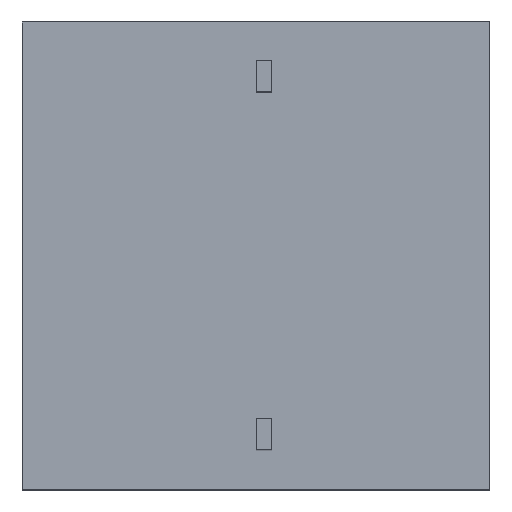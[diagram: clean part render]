
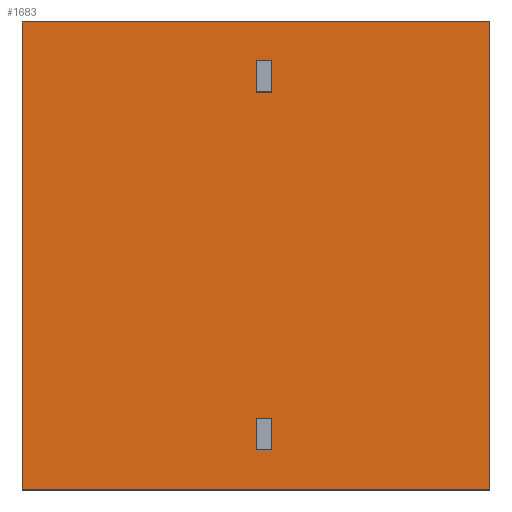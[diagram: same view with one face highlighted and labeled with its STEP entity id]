
A CAD part, top view. The second image highlights one B-rep face of the part: STEP entity #1683.
In plain terms, the highlighted planar face has unit normal (0, 0, 1).
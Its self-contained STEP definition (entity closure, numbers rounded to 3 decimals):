
#1369 = VERTEX_POINT('',#1370);
#1370 = CARTESIAN_POINT('',(0.,0.,3.4));
#1377 = PLANE('',#1378);
#1378 = AXIS2_PLACEMENT_3D('',#1379,#1380,#1381);
#1379 = CARTESIAN_POINT('',(0.,0.,0.));
#1380 = DIRECTION('',(1.,0.,-0.));
#1381 = DIRECTION('',(0.,0.,1.));
#1389 = PLANE('',#1390);
#1390 = AXIS2_PLACEMENT_3D('',#1391,#1392,#1393);
#1391 = CARTESIAN_POINT('',(0.,0.,0.));
#1392 = DIRECTION('',(-0.,1.,0.));
#1393 = DIRECTION('',(0.,0.,1.));
#1430 = VERTEX_POINT('',#1431);
#1431 = CARTESIAN_POINT('',(0.,6.,3.4));
#1445 = PLANE('',#1446);
#1446 = AXIS2_PLACEMENT_3D('',#1447,#1448,#1449);
#1447 = CARTESIAN_POINT('',(0.,6.,0.));
#1448 = DIRECTION('',(-0.,1.,0.));
#1449 = DIRECTION('',(0.,0.,1.));
#1457 = EDGE_CURVE('',#1369,#1430,#1458,.T.);
#1458 = SURFACE_CURVE('',#1459,(#1463,#1470),.PCURVE_S1.);
#1459 = LINE('',#1460,#1461);
#1460 = CARTESIAN_POINT('',(0.,0.,3.4));
#1461 = VECTOR('',#1462,1.);
#1462 = DIRECTION('',(-0.,1.,0.));
#1463 = PCURVE('',#1377,#1464);
#1464 = DEFINITIONAL_REPRESENTATION('',(#1465),#1469);
#1465 = LINE('',#1466,#1467);
#1466 = CARTESIAN_POINT('',(3.4,0.));
#1467 = VECTOR('',#1468,1.);
#1468 = DIRECTION('',(0.,-1.));
#1469 = ( GEOMETRIC_REPRESENTATION_CONTEXT(2) 
PARAMETRIC_REPRESENTATION_CONTEXT() REPRESENTATION_CONTEXT('2D SPACE',''
  ) );
#1470 = PCURVE('',#1471,#1476);
#1471 = PLANE('',#1472);
#1472 = AXIS2_PLACEMENT_3D('',#1473,#1474,#1475);
#1473 = CARTESIAN_POINT('',(0.,0.,3.4));
#1474 = DIRECTION('',(0.,0.,1.));
#1475 = DIRECTION('',(1.,0.,-0.));
#1476 = DEFINITIONAL_REPRESENTATION('',(#1477),#1481);
#1477 = LINE('',#1478,#1479);
#1478 = CARTESIAN_POINT('',(0.,0.));
#1479 = VECTOR('',#1480,1.);
#1480 = DIRECTION('',(0.,1.));
#1481 = ( GEOMETRIC_REPRESENTATION_CONTEXT(2) 
PARAMETRIC_REPRESENTATION_CONTEXT() REPRESENTATION_CONTEXT('2D SPACE',''
  ) );
#1489 = VERTEX_POINT('',#1490);
#1490 = CARTESIAN_POINT('',(6.,0.,3.4));
#1497 = PLANE('',#1498);
#1498 = AXIS2_PLACEMENT_3D('',#1499,#1500,#1501);
#1499 = CARTESIAN_POINT('',(6.,0.,0.));
#1500 = DIRECTION('',(1.,0.,-0.));
#1501 = DIRECTION('',(0.,0.,1.));
#1540 = VERTEX_POINT('',#1541);
#1541 = CARTESIAN_POINT('',(6.,6.,3.4));
#1562 = EDGE_CURVE('',#1489,#1540,#1563,.T.);
#1563 = SURFACE_CURVE('',#1564,(#1568,#1575),.PCURVE_S1.);
#1564 = LINE('',#1565,#1566);
#1565 = CARTESIAN_POINT('',(6.,0.,3.4));
#1566 = VECTOR('',#1567,1.);
#1567 = DIRECTION('',(-0.,1.,0.));
#1568 = PCURVE('',#1497,#1569);
#1569 = DEFINITIONAL_REPRESENTATION('',(#1570),#1574);
#1570 = LINE('',#1571,#1572);
#1571 = CARTESIAN_POINT('',(3.4,0.));
#1572 = VECTOR('',#1573,1.);
#1573 = DIRECTION('',(0.,-1.));
#1574 = ( GEOMETRIC_REPRESENTATION_CONTEXT(2) 
PARAMETRIC_REPRESENTATION_CONTEXT() REPRESENTATION_CONTEXT('2D SPACE',''
  ) );
#1575 = PCURVE('',#1471,#1576);
#1576 = DEFINITIONAL_REPRESENTATION('',(#1577),#1581);
#1577 = LINE('',#1578,#1579);
#1578 = CARTESIAN_POINT('',(6.,0.));
#1579 = VECTOR('',#1580,1.);
#1580 = DIRECTION('',(0.,1.));
#1581 = ( GEOMETRIC_REPRESENTATION_CONTEXT(2) 
PARAMETRIC_REPRESENTATION_CONTEXT() REPRESENTATION_CONTEXT('2D SPACE',''
  ) );
#1608 = EDGE_CURVE('',#1369,#1489,#1609,.T.);
#1609 = SURFACE_CURVE('',#1610,(#1614,#1621),.PCURVE_S1.);
#1610 = LINE('',#1611,#1612);
#1611 = CARTESIAN_POINT('',(0.,0.,3.4));
#1612 = VECTOR('',#1613,1.);
#1613 = DIRECTION('',(1.,0.,-0.));
#1614 = PCURVE('',#1389,#1615);
#1615 = DEFINITIONAL_REPRESENTATION('',(#1616),#1620);
#1616 = LINE('',#1617,#1618);
#1617 = CARTESIAN_POINT('',(3.4,0.));
#1618 = VECTOR('',#1619,1.);
#1619 = DIRECTION('',(0.,1.));
#1620 = ( GEOMETRIC_REPRESENTATION_CONTEXT(2) 
PARAMETRIC_REPRESENTATION_CONTEXT() REPRESENTATION_CONTEXT('2D SPACE',''
  ) );
#1621 = PCURVE('',#1471,#1622);
#1622 = DEFINITIONAL_REPRESENTATION('',(#1623),#1627);
#1623 = LINE('',#1624,#1625);
#1624 = CARTESIAN_POINT('',(0.,0.));
#1625 = VECTOR('',#1626,1.);
#1626 = DIRECTION('',(1.,0.));
#1627 = ( GEOMETRIC_REPRESENTATION_CONTEXT(2) 
PARAMETRIC_REPRESENTATION_CONTEXT() REPRESENTATION_CONTEXT('2D SPACE',''
  ) );
#1655 = EDGE_CURVE('',#1430,#1540,#1656,.T.);
#1656 = SURFACE_CURVE('',#1657,(#1661,#1668),.PCURVE_S1.);
#1657 = LINE('',#1658,#1659);
#1658 = CARTESIAN_POINT('',(0.,6.,3.4));
#1659 = VECTOR('',#1660,1.);
#1660 = DIRECTION('',(1.,0.,-0.));
#1661 = PCURVE('',#1445,#1662);
#1662 = DEFINITIONAL_REPRESENTATION('',(#1663),#1667);
#1663 = LINE('',#1664,#1665);
#1664 = CARTESIAN_POINT('',(3.4,0.));
#1665 = VECTOR('',#1666,1.);
#1666 = DIRECTION('',(0.,1.));
#1667 = ( GEOMETRIC_REPRESENTATION_CONTEXT(2) 
PARAMETRIC_REPRESENTATION_CONTEXT() REPRESENTATION_CONTEXT('2D SPACE',''
  ) );
#1668 = PCURVE('',#1471,#1669);
#1669 = DEFINITIONAL_REPRESENTATION('',(#1670),#1674);
#1670 = LINE('',#1671,#1672);
#1671 = CARTESIAN_POINT('',(0.,6.));
#1672 = VECTOR('',#1673,1.);
#1673 = DIRECTION('',(1.,0.));
#1674 = ( GEOMETRIC_REPRESENTATION_CONTEXT(2) 
PARAMETRIC_REPRESENTATION_CONTEXT() REPRESENTATION_CONTEXT('2D SPACE',''
  ) );
#1683 = ADVANCED_FACE('',(#1684),#1471,.T.);
#1684 = FACE_BOUND('',#1685,.T.);
#1685 = EDGE_LOOP('',(#1686,#1687,#1688,#1689));
#1686 = ORIENTED_EDGE('',*,*,#1457,.F.);
#1687 = ORIENTED_EDGE('',*,*,#1608,.T.);
#1688 = ORIENTED_EDGE('',*,*,#1562,.T.);
#1689 = ORIENTED_EDGE('',*,*,#1655,.F.);
